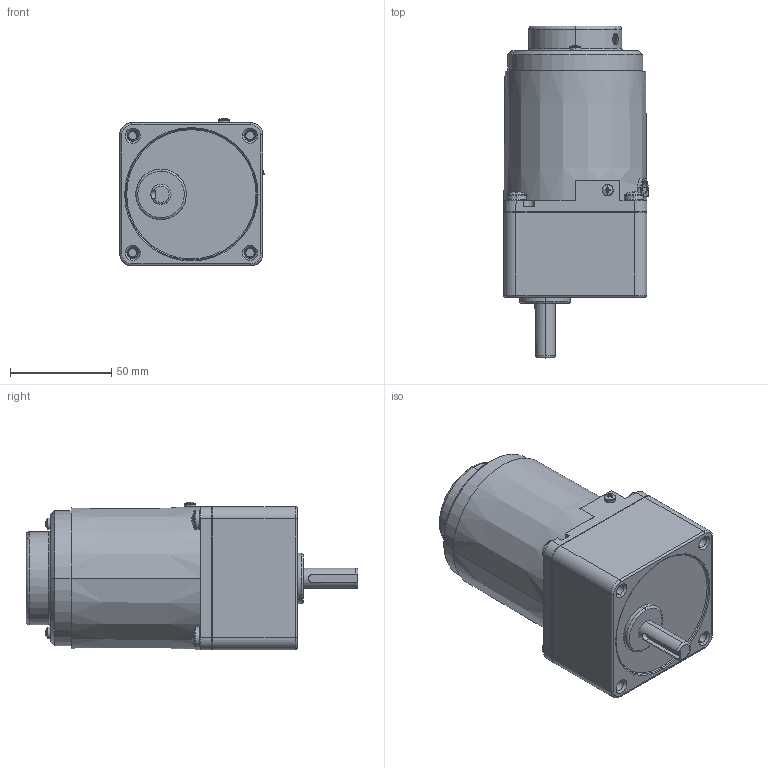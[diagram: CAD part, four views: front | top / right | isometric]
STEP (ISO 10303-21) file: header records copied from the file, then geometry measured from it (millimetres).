
FILE_DESCRIPTION((''),'2;1');
FILE_NAME('3IK15RGN-C-3GN3K-200K_ASM_ASM','2015-08-22T',('Administrator'),(''),'PRO/ENGINEER BY PARAMETRIC TECHNOLOGY CORPORATION, 2007170','PRO/ENGINEER BY PARAMETRIC TECHNOLOGY CORPORATION, 2007170','');
FILE_SCHEMA(('CONFIG_CONTROL_DESIGN'));
Length unit declared in the file: millimetre
Products named in the file (13): 3IK15RGN-C_7_AF0; PRT0001; PRT0032; ASM0001_ASM_ASM; 3IK15RGN-C-3GN3K-200K_ASM_1_AF0_ASM; PRT0033; PRT0034; PRT0035; PRT0036; PRT0037; PRT0038; PRT0039; 3IK15RGN-C-3GN3K-200K_ASM_ASM
Assembly tree (13 placements, depth 4):
  3IK15RGN-C-3GN3K-200K_ASM_ASM
    3IK15RGN-C-3GN3K-200K_ASM_1_AF0_ASM
      3IK15RGN-C_7_AF0
      ASM0001_ASM_ASM
        PRT0001
        PRT0032
    PRT0033
    PRT0034
    PRT0035  x2
    PRT0036
    PRT0037
    PRT0038
    PRT0039
Bounding box: 71.45 x 164.25 x 73.06 mm (x, y, z)
Volume: 327308.5 mm3; surface area: 84149.9 mm2
Topology: 11 solids, 11 shells, 1310 faces, 3441 edges, 2146 vertices
Faces by surface type: cone 654, cylinder 369, plane 209, torus 58, sphere 20
Entity records: 35970 total; most frequent: DIRECTION 6951, CARTESIAN_POINT 6472, ORIENTED_EDGE 5886, EDGE_CURVE 2943, AXIS2_PLACEMENT_3D 2934, VERTEX_POINT 1861, CIRCLE 1768, EDGE_LOOP 1190
